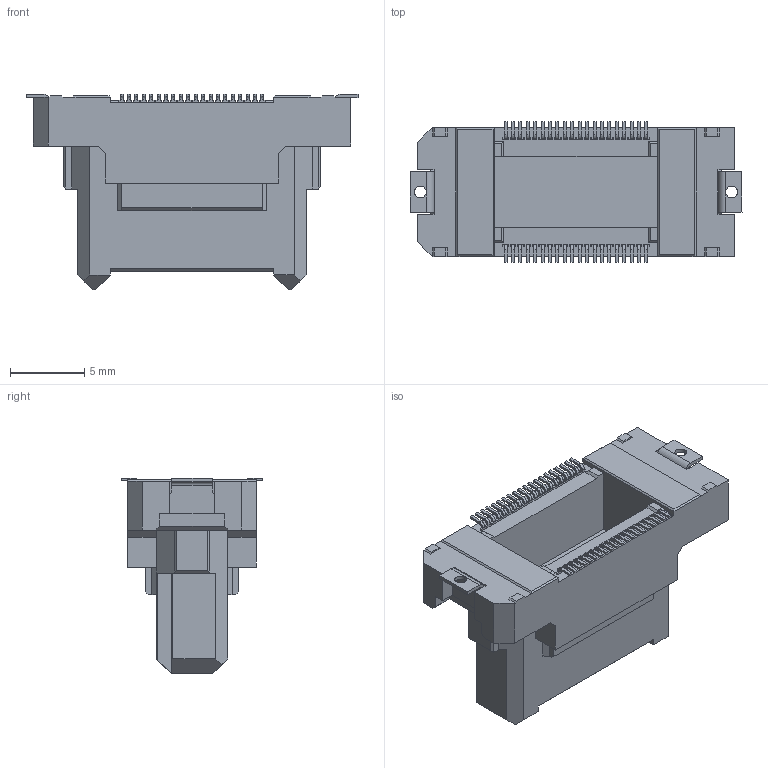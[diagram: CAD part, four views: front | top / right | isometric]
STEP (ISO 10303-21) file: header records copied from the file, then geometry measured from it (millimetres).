
FILE_DESCRIPTION(('CoCreate Modeling STEP Export'),'2;1');
FILE_NAME('FX20-40P-0.5SV15.stp','2012-07-19T17:44:35',(''),(''),'CoCreate Modeling STEP processor for AP214 (Solid Model)','CoCreate Modeling 17.0 01-Apr-2010 (C) Parametric Technology GmbH','');
FILE_SCHEMA(('AUTOMOTIVE_DESIGN { 1 0 10303 214 1 1 1 1 }'));
Length unit declared in the file: millimetre
Products named in the file (1): FX20-40P-0.5SV15
Bounding box: 22.4 x 9.5 x 13.2 mm (x, y, z)
Volume: 929 mm3; surface area: 1271.1 mm2
Topology: 1 solids, 1 shells, 701 faces, 1957 edges, 1298 vertices
Faces by surface type: plane 611, cylinder 90
Entity records: 21523 total; most frequent: ORIENTED_EDGE 3914, CARTESIAN_POINT 3807, DIRECTION 3313, EDGE_CURVE 1957, VECTOR 1705, LINE 1705, VERTEX_POINT 1298, AXIS2_PLACEMENT_3D 804
